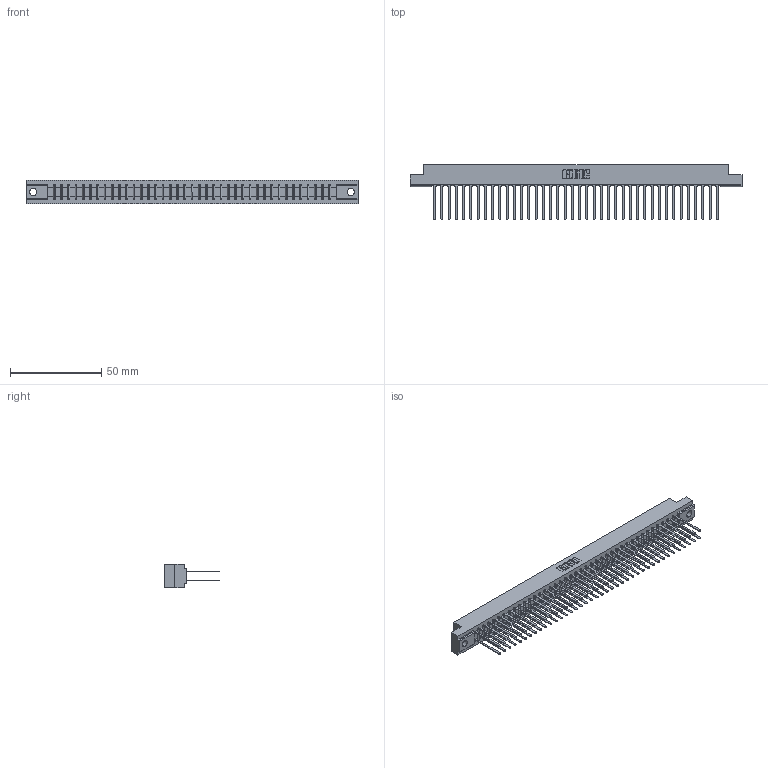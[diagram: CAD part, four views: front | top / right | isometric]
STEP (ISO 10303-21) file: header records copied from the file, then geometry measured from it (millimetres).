
FILE_DESCRIPTION (( 'STEP AP203' ), '1' );
FILE_NAME ('807-080-540-204.STEP', '2021-07-20T16:37:31', ( '' ), ( '' ), 'SwSTEP 2.0', 'SolidWorks 2020', '' );
FILE_SCHEMA (( 'CONFIG_CONTROL_DESIGN' ));
Length unit declared in the file: inch
Products named in the file (3): 307-290-001_540; 807-080-540-204; 807 Part_.156 Dia Mounting Holes
Assembly tree (81 placements, depth 2):
  807-080-540-204
    807 Part_.156 Dia Mounting Holes
    307-290-001_540  x80
Bounding box: 181.51 x 30 x 12.7 mm (x, y, z)
Volume: 19627.9 mm3; surface area: 26477.3 mm2
Topology: 81 solids, 81 shells, 3853 faces, 10759 edges, 6954 vertices
Faces by surface type: plane 2564, cylinder 1207, sphere 82
Entity records: 36204 total; most frequent: CARTESIAN_POINT 5926, ORIENTED_EDGE 5870, DIRECTION 5797, EDGE_CURVE 2935, VECTOR 2259, LINE 2259, VERTEX_POINT 1898, AXIS2_PLACEMENT_3D 1769
